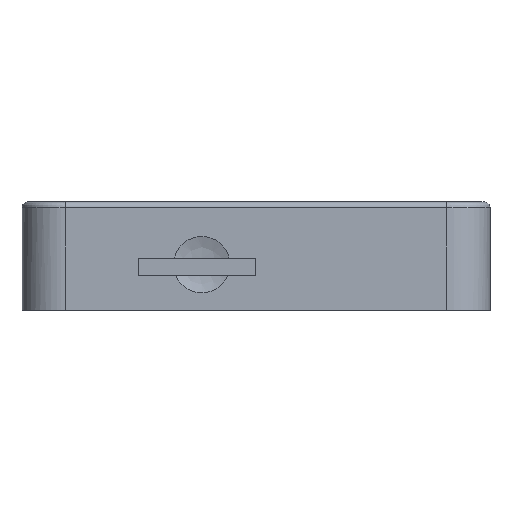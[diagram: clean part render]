
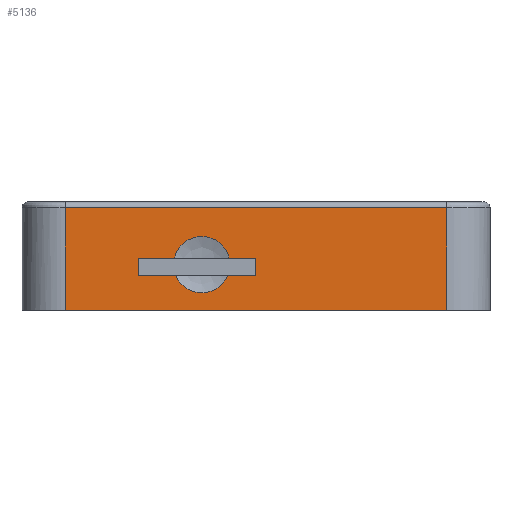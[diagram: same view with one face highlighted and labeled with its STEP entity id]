
A CAD part, front view. The second image highlights one B-rep face of the part: STEP entity #5136.
In plain terms, the highlighted planar face has unit normal (0, -1, 0).
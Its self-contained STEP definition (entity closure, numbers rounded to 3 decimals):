
#125=FACE_BOUND('',#795,.T.);
#355=PLANE('',#5480);
#502=FACE_OUTER_BOUND('',#794,.T.);
#794=EDGE_LOOP('',(#4101,#4102,#4103,#4104));
#795=EDGE_LOOP('',(#4105,#4106,#4107,#4108,#4109,#4110,#4111,#4112));
#1077=LINE('',#7140,#1596);
#1313=LINE('',#8233,#1832);
#1314=LINE('',#8234,#1833);
#1315=LINE('',#8235,#1834);
#1316=LINE('',#8238,#1835);
#1317=LINE('',#8240,#1836);
#1318=LINE('',#8242,#1837);
#1319=LINE('',#8246,#1838);
#1320=LINE('',#8248,#1839);
#1321=LINE('',#8250,#1840);
#1596=VECTOR('',#5779,10.);
#1832=VECTOR('',#6237,10.);
#1833=VECTOR('',#6238,10.);
#1834=VECTOR('',#6239,10.);
#1835=VECTOR('',#6240,10.);
#1836=VECTOR('',#6241,10.);
#1837=VECTOR('',#6242,10.);
#1838=VECTOR('',#6245,10.);
#1839=VECTOR('',#6246,10.);
#1840=VECTOR('',#6247,10.);
#2116=CIRCLE('',#5481,3.25);
#2117=CIRCLE('',#5482,3.25);
#2255=VERTEX_POINT('',#7092);
#2256=VERTEX_POINT('',#7139);
#2563=VERTEX_POINT('',#8231);
#2564=VERTEX_POINT('',#8232);
#2565=VERTEX_POINT('',#8236);
#2566=VERTEX_POINT('',#8237);
#2567=VERTEX_POINT('',#8239);
#2568=VERTEX_POINT('',#8241);
#2569=VERTEX_POINT('',#8243);
#2570=VERTEX_POINT('',#8245);
#2571=VERTEX_POINT('',#8247);
#2572=VERTEX_POINT('',#8249);
#2786=EDGE_CURVE('',#2256,#2255,#1077,.T.);
#3166=EDGE_CURVE('',#2563,#2564,#1313,.T.);
#3167=EDGE_CURVE('',#2256,#2563,#1314,.T.);
#3168=EDGE_CURVE('',#2564,#2255,#1315,.F.);
#3169=EDGE_CURVE('',#2565,#2566,#1316,.T.);
#3170=EDGE_CURVE('',#2566,#2567,#1317,.T.);
#3171=EDGE_CURVE('',#2567,#2568,#1318,.T.);
#3172=EDGE_CURVE('',#2568,#2569,#2116,.T.);
#3173=EDGE_CURVE('',#2569,#2570,#1319,.T.);
#3174=EDGE_CURVE('',#2570,#2571,#1320,.T.);
#3175=EDGE_CURVE('',#2571,#2572,#1321,.T.);
#3176=EDGE_CURVE('',#2572,#2565,#2117,.T.);
#4101=ORIENTED_EDGE('',*,*,#3166,.F.);
#4102=ORIENTED_EDGE('',*,*,#3167,.F.);
#4103=ORIENTED_EDGE('',*,*,#2786,.T.);
#4104=ORIENTED_EDGE('',*,*,#3168,.F.);
#4105=ORIENTED_EDGE('',*,*,#3169,.T.);
#4106=ORIENTED_EDGE('',*,*,#3170,.T.);
#4107=ORIENTED_EDGE('',*,*,#3171,.T.);
#4108=ORIENTED_EDGE('',*,*,#3172,.T.);
#4109=ORIENTED_EDGE('',*,*,#3173,.T.);
#4110=ORIENTED_EDGE('',*,*,#3174,.T.);
#4111=ORIENTED_EDGE('',*,*,#3175,.T.);
#4112=ORIENTED_EDGE('',*,*,#3176,.T.);
#5136=ADVANCED_FACE('',(#502,#125),#355,.T.);
#5480=AXIS2_PLACEMENT_3D('',#8230,#6235,#6236);
#5481=AXIS2_PLACEMENT_3D('',#8244,#6243,#6244);
#5482=AXIS2_PLACEMENT_3D('',#8251,#6248,#6249);
#5779=DIRECTION('',(1.,0.,0.));
#6235=DIRECTION('center_axis',(0.,-1.,0.));
#6236=DIRECTION('ref_axis',(1.,0.,0.));
#6237=DIRECTION('',(1.,0.,0.));
#6238=DIRECTION('',(0.,0.,1.));
#6239=DIRECTION('',(0.,0.,1.));
#6240=DIRECTION('',(-1.,0.,0.));
#6241=DIRECTION('',(0.,0.,1.));
#6242=DIRECTION('',(1.,0.,0.));
#6243=DIRECTION('center_axis',(0.,1.,0.));
#6244=DIRECTION('ref_axis',(0.,0.,1.));
#6245=DIRECTION('',(1.,0.,0.));
#6246=DIRECTION('',(0.,0.,-1.));
#6247=DIRECTION('',(-1.,0.,0.));
#6248=DIRECTION('center_axis',(0.,1.,0.));
#6249=DIRECTION('ref_axis',(0.,0.,1.));
#7092=CARTESIAN_POINT('',(49.005,-0.034,-0.035));
#7139=CARTESIAN_POINT('',(5.005,-0.034,-0.035));
#7140=CARTESIAN_POINT('',(80.598,-0.034,-0.035));
#8230=CARTESIAN_POINT('Origin',(54.005,-0.034,7.815));
#8231=CARTESIAN_POINT('',(5.005,-0.034,11.765));
#8232=CARTESIAN_POINT('',(49.005,-0.034,11.765));
#8233=CARTESIAN_POINT('',(80.598,-0.034,11.765));
#8234=CARTESIAN_POINT('',(5.005,-0.034,11.965));
#8235=CARTESIAN_POINT('',(49.005,-0.034,-0.485));
#8236=CARTESIAN_POINT('',(17.749,-0.034,3.965));
#8237=CARTESIAN_POINT('',(13.5,-0.034,3.965));
#8238=CARTESIAN_POINT('',(37.128,-0.034,3.965));
#8239=CARTESIAN_POINT('',(13.5,-0.034,5.96));
#8240=CARTESIAN_POINT('',(13.5,-0.034,6.14));
#8241=CARTESIAN_POINT('',(17.587,-0.034,5.96));
#8242=CARTESIAN_POINT('',(36.755,-0.034,5.96));
#8243=CARTESIAN_POINT('',(23.913,-0.034,5.96));
#8244=CARTESIAN_POINT('Origin',(20.75,-0.034,5.212));
#8245=CARTESIAN_POINT('',(27.,-0.034,5.96));
#8246=CARTESIAN_POINT('',(36.755,-0.034,5.96));
#8247=CARTESIAN_POINT('',(27.,-0.034,3.965));
#8248=CARTESIAN_POINT('',(27.,-0.034,6.14));
#8249=CARTESIAN_POINT('',(23.751,-0.034,3.965));
#8250=CARTESIAN_POINT('',(37.128,-0.034,3.965));
#8251=CARTESIAN_POINT('Origin',(20.75,-0.034,5.212));
